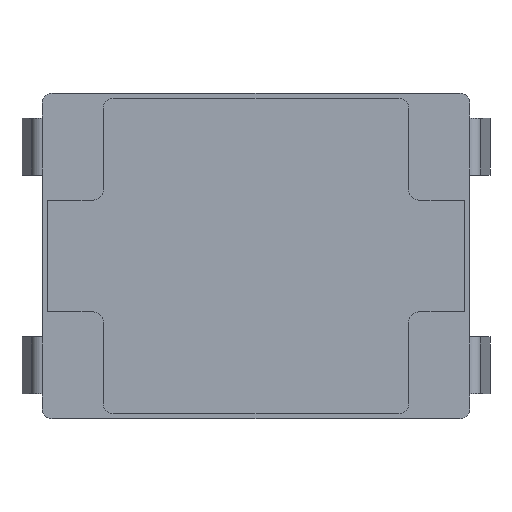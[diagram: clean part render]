
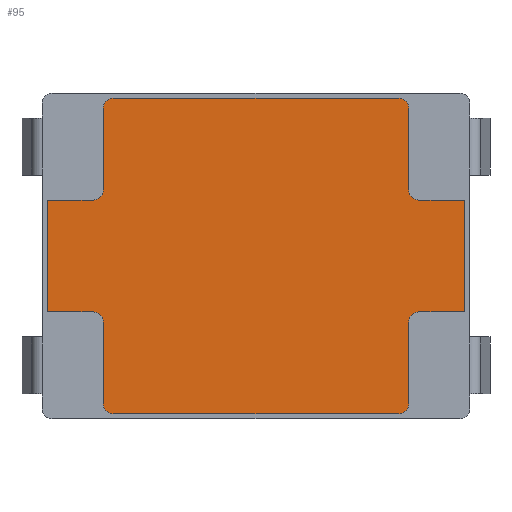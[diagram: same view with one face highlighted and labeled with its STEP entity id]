
A CAD part, front view. The second image highlights one B-rep face of the part: STEP entity #95.
In plain terms, the highlighted planar face has unit normal (0, -1, 0).
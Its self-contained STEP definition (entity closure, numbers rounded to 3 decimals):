
#95=ADVANCED_FACE('NONE',(#96),#266,.T.);
#96=FACE_BOUND('NONE',#97,.T.);
#97=EDGE_LOOP('',(#98,#109,#117,#125,#133,#142,#150,#159,#167,#176,#184,#193,#201,#209,#217,#226,#234,#243,#251,#260));
#98=ORIENTED_EDGE('',*,*,#99,.T.);
#99=EDGE_CURVE('NONE',#100,#102,#104,.T.);
#100=VERTEX_POINT('NONE',#101);
#101=CARTESIAN_POINT('',(1.5,0.0,-0.65));
#102=VERTEX_POINT('NONE',#103);
#103=CARTESIAN_POINT('',(1.6,0.0,-0.55));
#104=CIRCLE('',#105,0.1);
#105=AXIS2_PLACEMENT_3D('',#106,#107,#108);
#106=CARTESIAN_POINT('',(1.6,0.0,-0.65));
#107=DIRECTION('',(0.0,1.0,0.0));
#108=DIRECTION('',(0.0,0.0,-1.0));
#109=ORIENTED_EDGE('',*,*,#110,.T.);
#110=EDGE_CURVE('NONE',#102,#111,#113,.T.);
#111=VERTEX_POINT('NONE',#112);
#112=CARTESIAN_POINT('',(2.05,0.0,-0.55));
#113=LINE('',#114,#115);
#114=CARTESIAN_POINT('',(2.0,0.0,-0.55));
#115=VECTOR('',#116,1.0);
#116=DIRECTION('',(1.0,0.0,0.0));
#117=ORIENTED_EDGE('',*,*,#118,.T.);
#118=EDGE_CURVE('NONE',#111,#119,#121,.T.);
#119=VERTEX_POINT('NONE',#120);
#120=CARTESIAN_POINT('',(2.05,0.0,0.55));
#121=LINE('',#122,#123);
#122=CARTESIAN_POINT('',(2.05,0.0,-1.5));
#123=VECTOR('',#124,1.0);
#124=DIRECTION('',(0.0,0.0,1.0));
#125=ORIENTED_EDGE('',*,*,#126,.T.);
#126=EDGE_CURVE('NONE',#119,#127,#129,.T.);
#127=VERTEX_POINT('NONE',#128);
#128=CARTESIAN_POINT('',(1.6,0.0,0.55));
#129=LINE('',#130,#131);
#130=CARTESIAN_POINT('',(2.0,0.0,0.55));
#131=VECTOR('',#132,1.0);
#132=DIRECTION('',(-1.0,0.0,0.0));
#133=ORIENTED_EDGE('',*,*,#134,.T.);
#134=EDGE_CURVE('NONE',#127,#135,#137,.T.);
#135=VERTEX_POINT('NONE',#136);
#136=CARTESIAN_POINT('',(1.5,0.0,0.65));
#137=CIRCLE('',#138,0.1);
#138=AXIS2_PLACEMENT_3D('',#139,#140,#141);
#139=CARTESIAN_POINT('',(1.6,0.0,0.65));
#140=DIRECTION('',(0.0,1.0,0.0));
#141=DIRECTION('',(0.0,0.0,-1.0));
#142=ORIENTED_EDGE('',*,*,#143,.T.);
#143=EDGE_CURVE('NONE',#135,#144,#146,.T.);
#144=VERTEX_POINT('NONE',#145);
#145=CARTESIAN_POINT('',(1.5,0.0,1.45));
#146=LINE('',#147,#148);
#147=CARTESIAN_POINT('',(1.5,0.0,-1.5));
#148=VECTOR('',#149,1.0);
#149=DIRECTION('',(0.0,0.0,1.0));
#150=ORIENTED_EDGE('',*,*,#151,.T.);
#151=EDGE_CURVE('NONE',#144,#152,#154,.T.);
#152=VERTEX_POINT('NONE',#153);
#153=CARTESIAN_POINT('',(1.4,0.0,1.55));
#154=CIRCLE('',#155,0.1);
#155=AXIS2_PLACEMENT_3D('',#156,#157,#158);
#156=CARTESIAN_POINT('',(1.4,0.0,1.45));
#157=DIRECTION('',(0.0,-1.0,0.0));
#158=DIRECTION('',(0.0,0.0,-1.0));
#159=ORIENTED_EDGE('',*,*,#160,.T.);
#160=EDGE_CURVE('NONE',#152,#161,#163,.T.);
#161=VERTEX_POINT('NONE',#162);
#162=CARTESIAN_POINT('',(-1.4,0.0,1.55));
#163=LINE('',#164,#165);
#164=CARTESIAN_POINT('',(2.0,0.0,1.55));
#165=VECTOR('',#166,1.0);
#166=DIRECTION('',(-1.0,0.0,0.0));
#167=ORIENTED_EDGE('',*,*,#168,.T.);
#168=EDGE_CURVE('NONE',#161,#169,#171,.T.);
#169=VERTEX_POINT('NONE',#170);
#170=CARTESIAN_POINT('',(-1.5,0.0,1.45));
#171=CIRCLE('',#172,0.1);
#172=AXIS2_PLACEMENT_3D('',#173,#174,#175);
#173=CARTESIAN_POINT('',(-1.4,0.0,1.45));
#174=DIRECTION('',(0.0,-1.0,0.0));
#175=DIRECTION('',(0.0,0.0,-1.0));
#176=ORIENTED_EDGE('',*,*,#177,.T.);
#177=EDGE_CURVE('NONE',#169,#178,#180,.T.);
#178=VERTEX_POINT('NONE',#179);
#179=CARTESIAN_POINT('',(-1.5,0.0,0.65));
#180=LINE('',#181,#182);
#181=CARTESIAN_POINT('',(-1.5,0.0,-1.5));
#182=VECTOR('',#183,1.0);
#183=DIRECTION('',(0.0,0.0,-1.0));
#184=ORIENTED_EDGE('',*,*,#185,.T.);
#185=EDGE_CURVE('NONE',#178,#186,#188,.T.);
#186=VERTEX_POINT('NONE',#187);
#187=CARTESIAN_POINT('',(-1.6,0.0,0.55));
#188=CIRCLE('',#189,0.1);
#189=AXIS2_PLACEMENT_3D('',#190,#191,#192);
#190=CARTESIAN_POINT('',(-1.6,0.0,0.65));
#191=DIRECTION('',(0.0,1.0,0.0));
#192=DIRECTION('',(0.,0.0,-1.0));
#193=ORIENTED_EDGE('',*,*,#194,.T.);
#194=EDGE_CURVE('NONE',#186,#195,#197,.T.);
#195=VERTEX_POINT('NONE',#196);
#196=CARTESIAN_POINT('',(-2.05,0.0,0.55));
#197=LINE('',#198,#199);
#198=CARTESIAN_POINT('',(2.0,0.0,0.55));
#199=VECTOR('',#200,1.0);
#200=DIRECTION('',(-1.0,0.0,0.0));
#201=ORIENTED_EDGE('',*,*,#202,.T.);
#202=EDGE_CURVE('NONE',#195,#203,#205,.T.);
#203=VERTEX_POINT('NONE',#204);
#204=CARTESIAN_POINT('',(-2.05,0.0,-0.55));
#205=LINE('',#206,#207);
#206=CARTESIAN_POINT('',(-2.05,0.0,-1.5));
#207=VECTOR('',#208,1.0);
#208=DIRECTION('',(0.0,0.0,-1.0));
#209=ORIENTED_EDGE('',*,*,#210,.T.);
#210=EDGE_CURVE('NONE',#203,#211,#213,.T.);
#211=VERTEX_POINT('NONE',#212);
#212=CARTESIAN_POINT('',(-1.6,0.0,-0.55));
#213=LINE('',#214,#215);
#214=CARTESIAN_POINT('',(2.0,0.0,-0.55));
#215=VECTOR('',#216,1.0);
#216=DIRECTION('',(1.0,0.0,0.0));
#217=ORIENTED_EDGE('',*,*,#218,.T.);
#218=EDGE_CURVE('NONE',#211,#219,#221,.T.);
#219=VERTEX_POINT('NONE',#220);
#220=CARTESIAN_POINT('',(-1.5,0.0,-0.65));
#221=CIRCLE('',#222,0.1);
#222=AXIS2_PLACEMENT_3D('',#223,#224,#225);
#223=CARTESIAN_POINT('',(-1.6,0.0,-0.65));
#224=DIRECTION('',(0.0,1.0,0.0));
#225=DIRECTION('',(0.0,0.0,-1.0));
#226=ORIENTED_EDGE('',*,*,#227,.T.);
#227=EDGE_CURVE('NONE',#219,#228,#230,.T.);
#228=VERTEX_POINT('NONE',#229);
#229=CARTESIAN_POINT('',(-1.5,0.0,-1.45));
#230=LINE('',#231,#232);
#231=CARTESIAN_POINT('',(-1.5,0.0,-1.5));
#232=VECTOR('',#233,1.0);
#233=DIRECTION('',(0.0,0.0,-1.0));
#234=ORIENTED_EDGE('',*,*,#235,.T.);
#235=EDGE_CURVE('NONE',#228,#236,#238,.T.);
#236=VERTEX_POINT('NONE',#237);
#237=CARTESIAN_POINT('',(-1.4,0.0,-1.55));
#238=CIRCLE('',#239,0.1);
#239=AXIS2_PLACEMENT_3D('',#240,#241,#242);
#240=CARTESIAN_POINT('',(-1.4,0.0,-1.45));
#241=DIRECTION('',(0.0,-1.0,0.0));
#242=DIRECTION('',(0.0,0.0,-1.0));
#243=ORIENTED_EDGE('',*,*,#244,.T.);
#244=EDGE_CURVE('NONE',#236,#245,#247,.T.);
#245=VERTEX_POINT('NONE',#246);
#246=CARTESIAN_POINT('',(1.4,0.0,-1.55));
#247=LINE('',#248,#249);
#248=CARTESIAN_POINT('',(2.0,0.0,-1.55));
#249=VECTOR('',#250,1.0);
#250=DIRECTION('',(1.0,0.0,0.0));
#251=ORIENTED_EDGE('',*,*,#252,.T.);
#252=EDGE_CURVE('NONE',#245,#253,#255,.T.);
#253=VERTEX_POINT('NONE',#254);
#254=CARTESIAN_POINT('',(1.5,0.0,-1.45));
#255=CIRCLE('',#256,0.1);
#256=AXIS2_PLACEMENT_3D('',#257,#258,#259);
#257=CARTESIAN_POINT('',(1.4,0.0,-1.45));
#258=DIRECTION('',(0.0,-1.0,0.0));
#259=DIRECTION('',(0.0,0.0,-1.0));
#260=ORIENTED_EDGE('',*,*,#261,.T.);
#261=EDGE_CURVE('NONE',#253,#100,#262,.T.);
#262=LINE('',#263,#264);
#263=CARTESIAN_POINT('',(1.5,0.0,-1.5));
#264=VECTOR('',#265,1.0);
#265=DIRECTION('',(0.0,0.0,1.0));
#266=PLANE('',#267);
#267=AXIS2_PLACEMENT_3D('',#268,#269,#270);
#268=CARTESIAN_POINT('',(2.0,0.0,-1.5));
#269=DIRECTION('',(0.0,-1.0,0.0));
#270=DIRECTION('',(0.0,0.0,-1.0));
